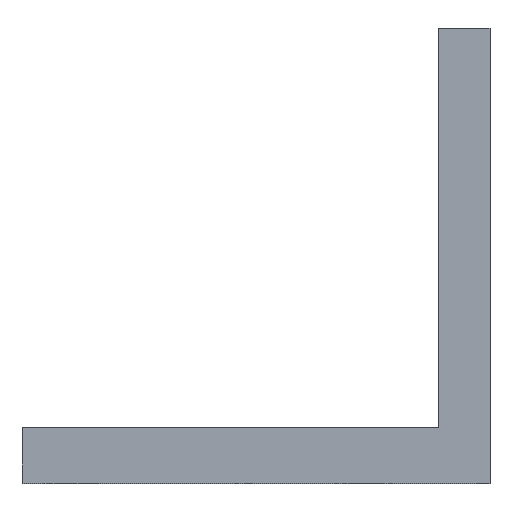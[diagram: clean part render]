
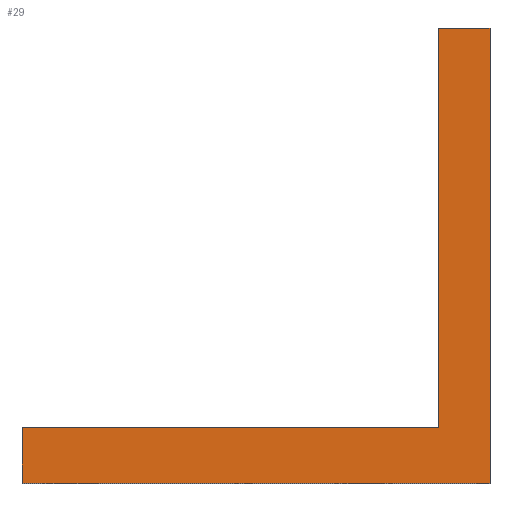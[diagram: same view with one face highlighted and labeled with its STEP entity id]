
A CAD part, top view. The second image highlights one B-rep face of the part: STEP entity #29.
In plain terms, the highlighted planar face has unit normal (0, 0, 1).
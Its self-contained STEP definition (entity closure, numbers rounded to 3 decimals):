
#29 = ADVANCED_FACE ( 'NONE', ( #925 ), #1081, .F. ) ;
#57 = LINE ( 'NONE', #156, #1257 ) ;
#91 = VERTEX_POINT ( 'NONE', #737 ) ;
#96 = DIRECTION ( 'NONE',  ( 0., 1., 0. ) ) ;
#121 = CARTESIAN_POINT ( 'NONE',  ( -211., -180., 100. ) ) ;
#127 = AXIS2_PLACEMENT_3D ( 'NONE', #972, #241, #494 ) ;
#156 = CARTESIAN_POINT ( 'NONE',  ( -23., -205., 100. ) ) ;
#179 = EDGE_LOOP ( 'NONE', ( #699, #1189, #460, #1416, #1064, #920 ) ) ;
#187 = DIRECTION ( 'NONE',  ( -1., 0., 0. ) ) ;
#221 = LINE ( 'NONE', #798, #390 ) ;
#241 = DIRECTION ( 'NONE',  ( 0., 0., -1. ) ) ;
#287 = CARTESIAN_POINT ( 'NONE',  ( -23., 0., 100. ) ) ;
#296 = LINE ( 'NONE', #527, #1261 ) ;
#298 = CARTESIAN_POINT ( 'NONE',  ( 0., 0., 100. ) ) ;
#299 = CARTESIAN_POINT ( 'NONE',  ( 0., -205., 100. ) ) ;
#352 = VECTOR ( 'NONE', #774, 1000. ) ;
#390 = VECTOR ( 'NONE', #96, 1000. ) ;
#399 = DIRECTION ( 'NONE',  ( 0., -1., 0. ) ) ;
#460 = ORIENTED_EDGE ( 'NONE', *, *, #579, .T. ) ;
#470 = VECTOR ( 'NONE', #187, 1000. ) ;
#494 = DIRECTION ( 'NONE',  ( -1., 0., 0. ) ) ;
#527 = CARTESIAN_POINT ( 'NONE',  ( -211., -205., 100. ) ) ;
#579 = EDGE_CURVE ( 'NONE', #91, #864, #1073, .T. ) ;
#590 = DIRECTION ( 'NONE',  ( 1., 0., 0. ) ) ;
#627 = VERTEX_POINT ( 'NONE', #299 ) ;
#652 = VECTOR ( 'NONE', #590, 1000. ) ;
#699 = ORIENTED_EDGE ( 'NONE', *, *, #1515, .T. ) ;
#737 = CARTESIAN_POINT ( 'NONE',  ( -23., -180., 100. ) ) ;
#774 = DIRECTION ( 'NONE',  ( -1., 0., 0. ) ) ;
#798 = CARTESIAN_POINT ( 'NONE',  ( 0., 0., 100. ) ) ;
#854 = VERTEX_POINT ( 'NONE', #1432 ) ;
#864 = VERTEX_POINT ( 'NONE', #121 ) ;
#900 = CARTESIAN_POINT ( 'NONE',  ( -23., 0., 100. ) ) ;
#920 = ORIENTED_EDGE ( 'NONE', *, *, #1371, .T. ) ;
#925 = FACE_OUTER_BOUND ( 'NONE', #179, .T. ) ;
#937 = EDGE_CURVE ( 'NONE', #854, #627, #1301, .T. ) ;
#972 = CARTESIAN_POINT ( 'NONE',  ( 0., 0., 100. ) ) ;
#998 = DIRECTION ( 'NONE',  ( 0., -1., 0. ) ) ;
#1059 = LINE ( 'NONE', #900, #470 ) ;
#1061 = EDGE_CURVE ( 'NONE', #1250, #91, #57, .T. ) ;
#1064 = ORIENTED_EDGE ( 'NONE', *, *, #937, .T. ) ;
#1073 = LINE ( 'NONE', #1254, #352 ) ;
#1076 = CARTESIAN_POINT ( 'NONE',  ( 0., -205., 100. ) ) ;
#1081 = PLANE ( 'NONE',  #127 ) ;
#1189 = ORIENTED_EDGE ( 'NONE', *, *, #1061, .T. ) ;
#1250 = VERTEX_POINT ( 'NONE', #287 ) ;
#1254 = CARTESIAN_POINT ( 'NONE',  ( -211., -180., 100. ) ) ;
#1257 = VECTOR ( 'NONE', #998, 1000. ) ;
#1261 = VECTOR ( 'NONE', #399, 1000. ) ;
#1301 = LINE ( 'NONE', #1076, #652 ) ;
#1341 = EDGE_CURVE ( 'NONE', #864, #854, #296, .T. ) ;
#1371 = EDGE_CURVE ( 'NONE', #627, #1528, #221, .T. ) ;
#1416 = ORIENTED_EDGE ( 'NONE', *, *, #1341, .T. ) ;
#1432 = CARTESIAN_POINT ( 'NONE',  ( -211., -205., 100. ) ) ;
#1515 = EDGE_CURVE ( 'NONE', #1528, #1250, #1059, .T. ) ;
#1528 = VERTEX_POINT ( 'NONE', #298 ) ;
